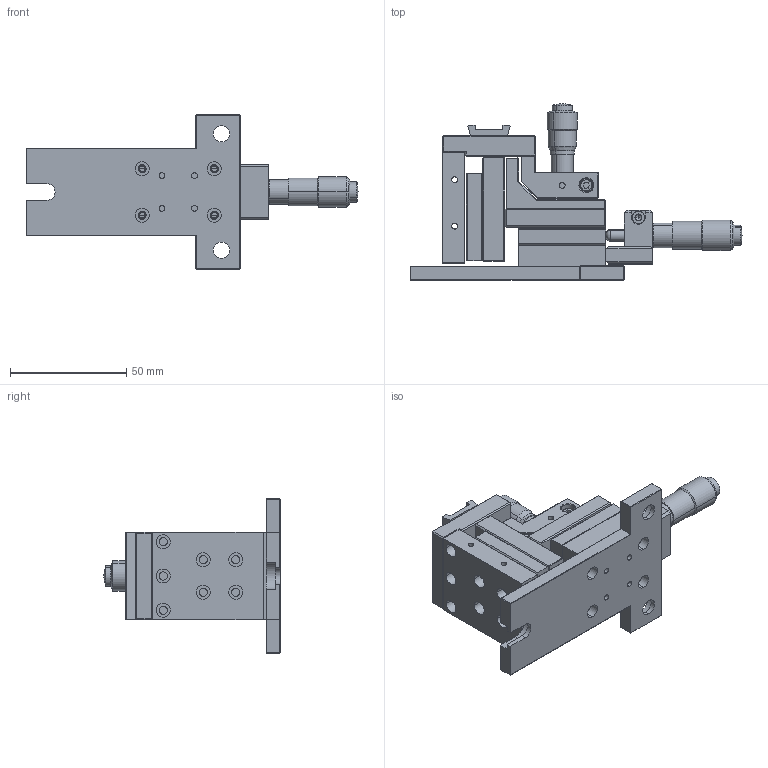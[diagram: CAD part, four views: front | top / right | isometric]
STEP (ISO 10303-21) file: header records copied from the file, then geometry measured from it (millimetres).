
FILE_DESCRIPTION (( 'STEP AP203' ), '1' );
FILE_NAME ('APFP-YZ.step', '2019-05-08T07:02:37', ( '' ), ( '' ), 'SwSTEP 2.0', 'SolidWorks 2017', '' );
FILE_SCHEMA (( 'CONFIG_CONTROL_DESIGN' ));
Length unit declared in the file: millimetre
Products named in the file (1): APFP-YZ
Bounding box: 142.65 x 75.73 x 66.5 mm (x, y, z)
Surface area: 51969.3 mm2 (no closed solid volume)
Topology: 0 solids, 41 shells, 630 faces, 2197 edges, 1559 vertices
Faces by surface type: plane 412, cylinder 155, cone 37, torus 22, sphere 4
Entity records: 23805 total; most frequent: CARTESIAN_POINT 4523, DIRECTION 4082, ORIENTED_EDGE 3458, EDGE_CURVE 2185, VERTEX_POINT 1559, VECTOR 1522, LINE 1522, AXIS2_PLACEMENT_3D 1280
